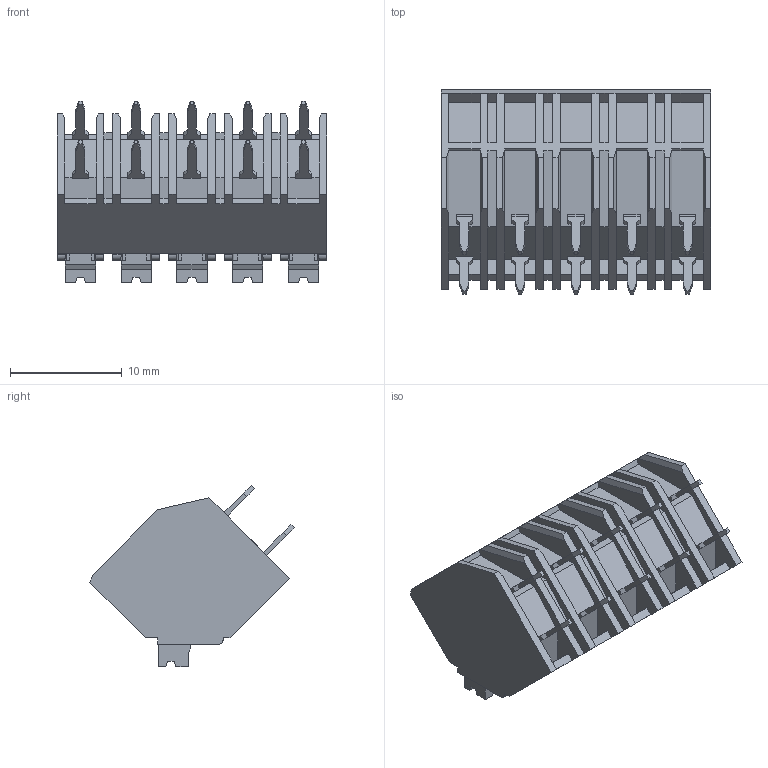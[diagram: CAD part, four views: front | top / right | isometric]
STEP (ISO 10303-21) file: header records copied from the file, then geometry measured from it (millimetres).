
FILE_DESCRIPTION((''),'2;1');
FILE_NAME('PRT0004','2023-03-16T14:59:28',('Administrator'),(''),'CREO PARAMETRIC BY PTC INC, 2017260','CREO PARAMETRIC BY PTC INC, 2017260','');
FILE_SCHEMA(('CONFIG_CONTROL_DESIGN'));
Length unit declared in the file: millimetre
Products named in the file (1): PRT0004
Bounding box: 24.2 x 18.31 x 16.27 mm (x, y, z)
Volume: 3134 mm3; surface area: 2557.5 mm2
Topology: 1 solids, 15 shells, 694 faces, 1914 edges, 1258 vertices
Faces by surface type: plane 638, cylinder 55, bspline 1
Entity records: 22320 total; most frequent: CARTESIAN_POINT 4650, ORIENTED_EDGE 3828, DIRECTION 3348, EDGE_CURVE 1914, VECTOR 1696, LINE 1696, VERTEX_POINT 1258, AXIS2_PLACEMENT_3D 826
